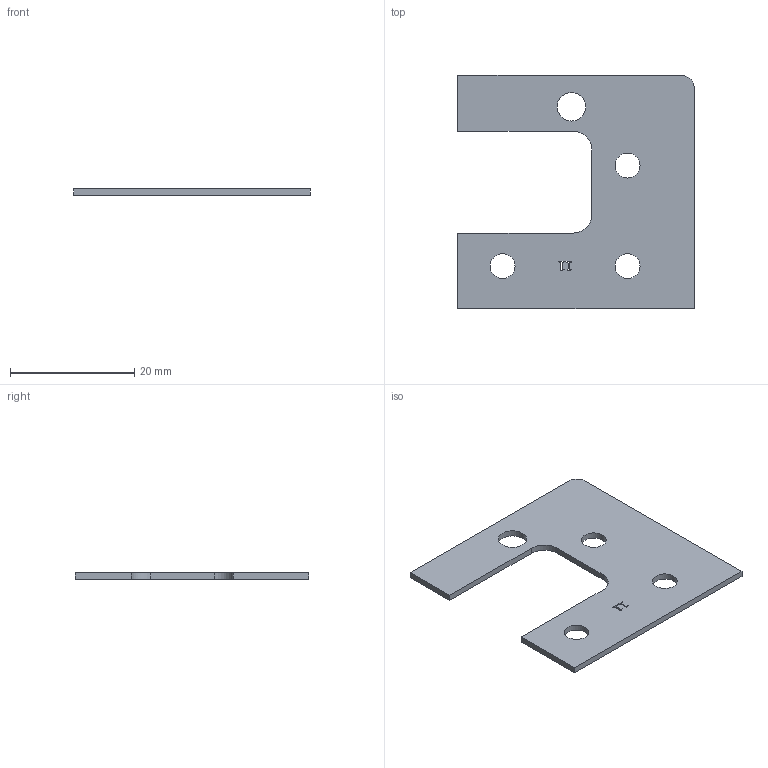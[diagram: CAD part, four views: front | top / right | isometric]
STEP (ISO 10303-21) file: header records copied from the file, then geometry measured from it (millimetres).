
FILE_DESCRIPTION(/* description */ (''),/* implementation_level */ '2;1');
FILE_NAME(/* name */ '11 Top Chassis Mount Holes Test Print.step',/* time_stamp */ '2024-06-09T22:15:12-04:00',/* author */ (''),/* organization */ (''),/* preprocessor_version */ 'ST-DEVELOPER v20',/* originating_system */ 'Autodesk Translation Framework v13.14.0.145',/* authorisation */ '');
FILE_SCHEMA (('AUTOMOTIVE_DESIGN { 1 0 10303 214 3 1 1 }'));
Length unit declared in the file: millimetre
Products named in the file (1): Top Chassis Mount
Bounding box: 38 x 37.5 x 1 mm (x, y, z)
Volume: 1020.3 mm3; surface area: 2294.1 mm2
Topology: 1 solids, 1 shells, 59 faces, 171 edges, 114 vertices
Faces by surface type: plane 28, bspline 24, cylinder 7
Full cylindrical faces by diameter (mm): 4 x3, 4.6 x1
Entity records: 2216 total; most frequent: CARTESIAN_POINT 753, ORIENTED_EDGE 342, DIRECTION 209, EDGE_CURVE 171, VERTEX_POINT 114, LINE 109, VECTOR 109, EDGE_LOOP 71
